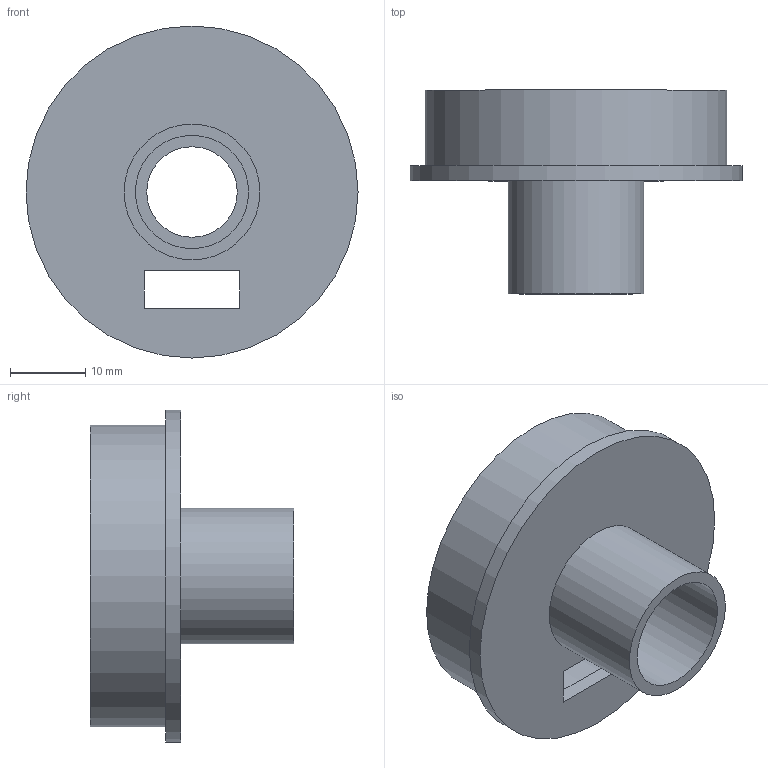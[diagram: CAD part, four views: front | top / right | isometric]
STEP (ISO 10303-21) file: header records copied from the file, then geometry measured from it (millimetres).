
FILE_DESCRIPTION(/* description */ (''),/* implementation_level */ '2;1');
FILE_NAME(/* name */ 'cap.stp',/* time_stamp */ '2019-05-09T22:12:40+03:00',/* author */ ('admin'),/* organization */ (''),/* preprocessor_version */ 'ST-DEVELOPER v16.5',/* originating_system */ 'Autodesk Inventor 2017',/* authorisation */ '');
FILE_SCHEMA (('AUTOMOTIVE_DESIGN { 1 0 10303 214 3 1 1 }'));
Length unit declared in the file: millimetre
Products named in the file (1): cap
Bounding box: 44 x 27 x 44 mm (x, y, z)
Volume: 6468.2 mm3; surface area: 7691.7 mm2
Topology: 1 solids, 1 shells, 20 faces, 39 edges, 26 vertices
Faces by surface type: plane 13, cylinder 7
Full cylindrical faces by diameter (mm): 12 x1, 15 x1, 18 x1, 40 x1, 44 x1
Entity records: 524 total; most frequent: DIRECTION 90, CARTESIAN_POINT 81, ORIENTED_EDGE 68, AXIS2_PLACEMENT_3D 35, EDGE_LOOP 34, EDGE_CURVE 34, VERTEX_POINT 26, LINE 20
